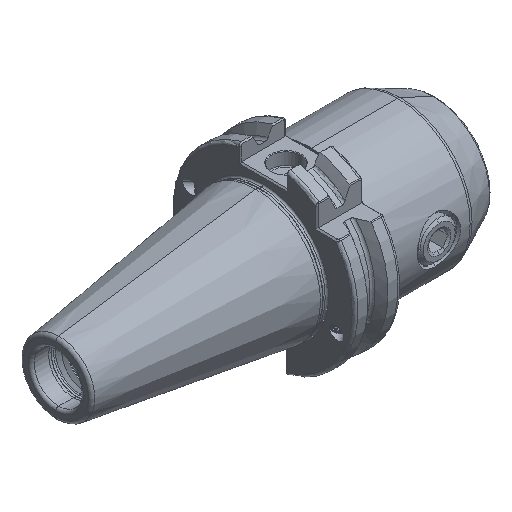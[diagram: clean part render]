
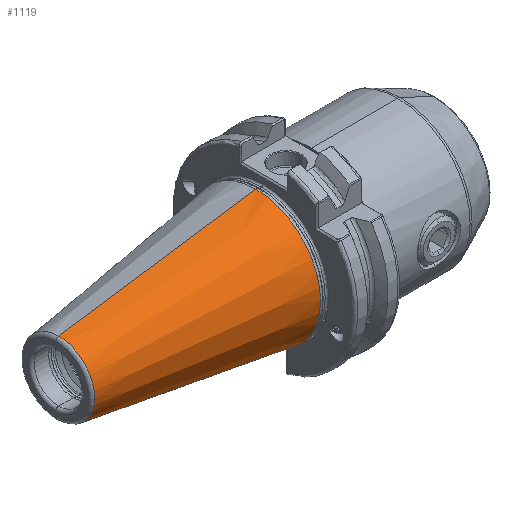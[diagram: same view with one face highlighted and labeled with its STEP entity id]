
A CAD part, isometric view. The second image highlights one B-rep face of the part: STEP entity #1119.
In plain terms, the highlighted conical face has half-angle 8.297 degrees and reference radius 22.692 mm.
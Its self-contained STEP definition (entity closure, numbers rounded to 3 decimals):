
#281 = AXIS2_PLACEMENT_3D ( 'NONE', #8952, #8955, #8923 ) ;
#358 = AXIS2_PLACEMENT_3D ( 'NONE', #1525, #1534, #1555 ) ;
#362 = AXIS2_PLACEMENT_3D ( 'NONE', #2483, #2465, #2536 ) ;
#1119 = ADVANCED_FACE ( 'NONE', ( #12343 ), #12347, .T. ) ;
#1525 = CARTESIAN_POINT ( 'NONE',  ( -70.573, 0., 0. ) ) ;
#1534 = DIRECTION ( 'NONE',  ( 1., 0., 0. ) ) ;
#1555 = DIRECTION ( 'NONE',  ( 0., 0., 1. ) ) ;
#2150 = CARTESIAN_POINT ( 'NONE',  ( -70.573, 0., 12.4 ) ) ;
#2465 = DIRECTION ( 'NONE',  ( 1., 0., 0. ) ) ;
#2483 = CARTESIAN_POINT ( 'NONE',  ( -2.5, 0., 0. ) ) ;
#2536 = DIRECTION ( 'NONE',  ( 0., 0., -1. ) ) ;
#3415 = DIRECTION ( 'NONE',  ( 0.99, 0., -0.144 ) ) ;
#3502 = CARTESIAN_POINT ( 'NONE',  ( 0., 0., -22.692 ) ) ;
#3669 = CARTESIAN_POINT ( 'NONE',  ( 0., 0., 22.692 ) ) ;
#3678 = CARTESIAN_POINT ( 'NONE',  ( -70.573, 0., -12.4 ) ) ;
#3680 = DIRECTION ( 'NONE',  ( 0.99, 0., 0.144 ) ) ;
#6659 = ORIENTED_EDGE ( 'NONE', *, *, #10183, .F. ) ;
#8923 = DIRECTION ( 'NONE',  ( 0., 0., -1. ) ) ;
#8952 = CARTESIAN_POINT ( 'NONE',  ( 0., 0., 0. ) ) ;
#8955 = DIRECTION ( 'NONE',  ( 1., 0., 0. ) ) ;
#10164 = EDGE_CURVE ( 'NONE', #17748, #24519, #12495, .T. ) ;
#10183 = EDGE_CURVE ( 'NONE', #18993, #24521, #12482, .T. ) ;
#12343 = FACE_OUTER_BOUND ( 'NONE', #14502, .T. ) ;
#12347 = CONICAL_SURFACE ( 'NONE', #281, 22.692, 0.145 ) ;
#12482 = LINE ( 'NONE', #3669, #12514 ) ;
#12495 = LINE ( 'NONE', #3502, #12515 ) ;
#12514 = VECTOR ( 'NONE', #3680, 1000. ) ;
#12515 = VECTOR ( 'NONE', #3415, 1000. ) ;
#12614 = CIRCLE ( 'NONE', #362, 22.327 ) ;
#12641 = CIRCLE ( 'NONE', #358, 12.4 ) ;
#14502 = EDGE_LOOP ( 'NONE', ( #6659, #26752, #26792, #26784 ) ) ;
#17748 = VERTEX_POINT ( 'NONE', #3678 ) ;
#18804 = CARTESIAN_POINT ( 'NONE',  ( -2.5, 0., 22.327 ) ) ;
#18810 = CARTESIAN_POINT ( 'NONE',  ( -2.5, 0., -22.327 ) ) ;
#18993 = VERTEX_POINT ( 'NONE', #2150 ) ;
#22282 = EDGE_CURVE ( 'NONE', #24521, #24519, #12614, .T. ) ;
#22298 = EDGE_CURVE ( 'NONE', #18993, #17748, #12641, .T. ) ;
#24519 = VERTEX_POINT ( 'NONE', #18810 ) ;
#24521 = VERTEX_POINT ( 'NONE', #18804 ) ;
#26752 = ORIENTED_EDGE ( 'NONE', *, *, #22298, .T. ) ;
#26784 = ORIENTED_EDGE ( 'NONE', *, *, #22282, .F. ) ;
#26792 = ORIENTED_EDGE ( 'NONE', *, *, #10164, .T. ) ;
